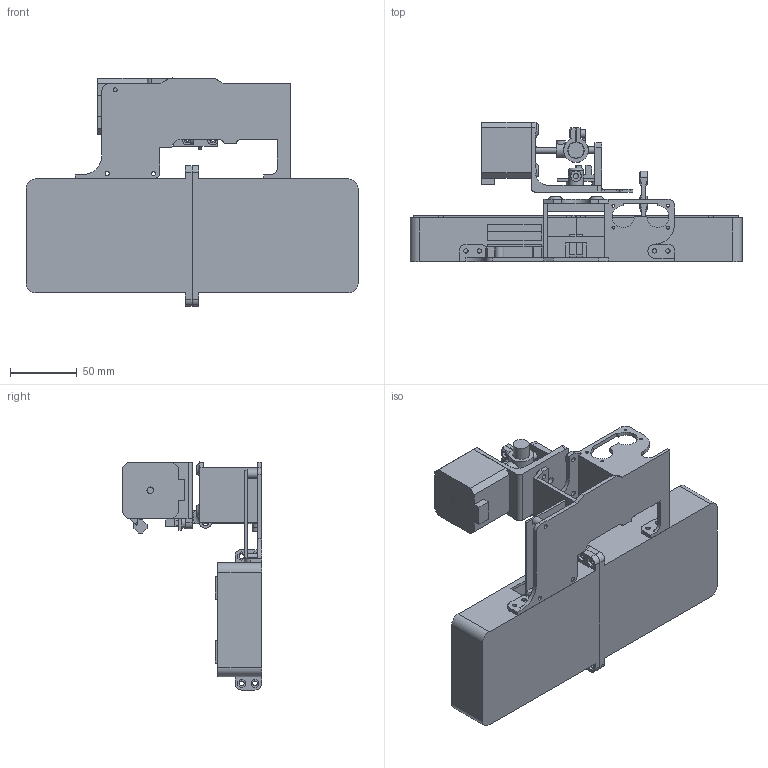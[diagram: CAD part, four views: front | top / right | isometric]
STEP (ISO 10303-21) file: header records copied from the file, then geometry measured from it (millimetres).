
FILE_DESCRIPTION(/* description */ (''),/* implementation_level */ '2;1');
FILE_NAME(/* name */ 'Old_shooter.step',/* time_stamp */ '2024-02-07T21:34:02+03:00',/* author */ (''),/* organization */ (''),/* preprocessor_version */ 'ST-DEVELOPER v20',/* originating_system */ 'Autodesk Translation Framework v12.14.0.127',/* authorisation */ '');
FILE_SCHEMA (('AUTOMOTIVE_DESIGN { 1 0 10303 214 3 1 1 }'));
Length unit declared in the file: millimetre
Products named in the file (9): Shooter_v3; Laser2; Y axis holder; Y axis endstop holder; Laser holder; Y endstop; Baring; PCB; Nema 17 (1)
Assembly tree (8 placements, depth 2):
  Shooter_v3
    Laser2
    Y axis holder
    Y axis endstop holder
    Laser holder
    Y endstop
    Baring
    PCB
    Nema 17 (1)
Bounding box: 249.6 x 104.7 x 171.47 mm (x, y, z)
Volume: 348736.8 mm3; surface area: 219966.9 mm2
Topology: 15 solids, 15 shells, 1054 faces, 2839 edges, 1885 vertices
Faces by surface type: plane 721, cylinder 315, torus 14, cone 4
Full cylindrical faces by diameter (mm): 2.2 x56, 3 x8, 3.2 x11, 3.3 x2, 3.5 x4, 3.6 x34, 4 x1, 4.9 x1, 5 x2, 5.5 x1, 6.5 x2, 7 x2, 8 x2, 10 x1, 11 x3, 12 x1, 22 x1, 22.6 x1
Entity records: 34310 total; most frequent: CARTESIAN_POINT 6627, ORIENTED_EDGE 5678, DIRECTION 5586, EDGE_CURVE 2839, LINE 2034, VECTOR 2034, VERTEX_POINT 1885, AXIS2_PLACEMENT_3D 1776
